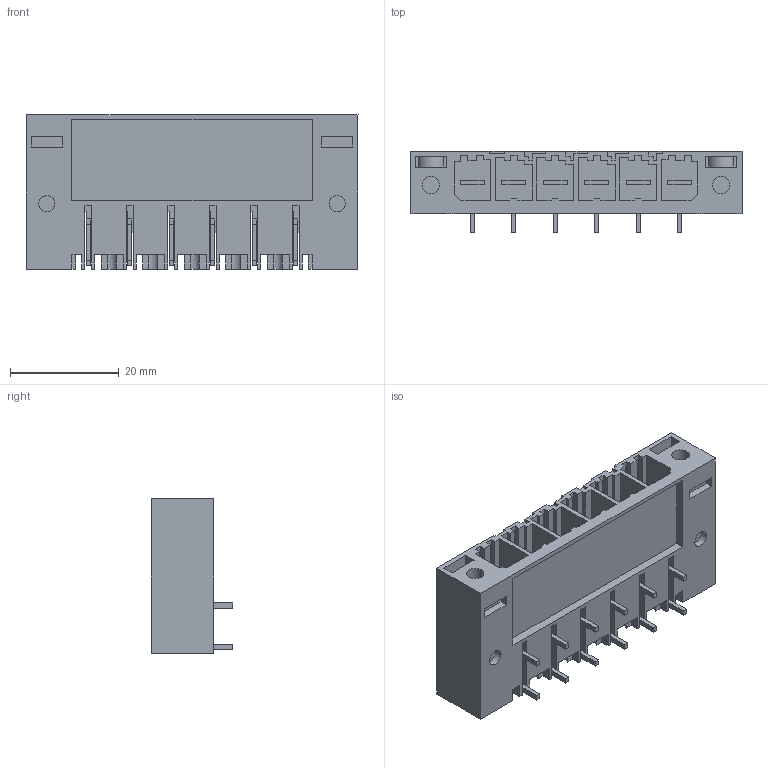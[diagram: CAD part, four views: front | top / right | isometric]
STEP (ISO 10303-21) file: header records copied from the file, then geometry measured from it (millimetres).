
FILE_DESCRIPTION(('CATIA V5 STEP Exchange','CAx-IF Rec.Pracs.--- Model Styling and Organization---1.2---2011-12-15'),'2;1');
FILE_NAME ('D1459380_0_1930420000_1930420000.stp','2017-04-28T06:50:34+00:00',('none'),('Weidmueller'),'CATIA Version 5-6 Release 2014','CATIA V5 STEP AP214','none');
FILE_SCHEMA(('AUTOMOTIVE_DESIGN { 1 0 10303 214 1 1 1 1 }'));
Length unit declared in the file: millimetre
Products named in the file (1): 1930420000
Bounding box: 60.96 x 14.9 x 28.3 mm (x, y, z)
Volume: 10289.2 mm3; surface area: 14436.9 mm2
Topology: 7 solids, 7 shells, 624 faces, 1808 edges, 1213 vertices
Faces by surface type: plane 572, cylinder 52
Entity records: 19865 total; most frequent: ORIENTED_EDGE 3616, CARTESIAN_POINT 3586, DIRECTION 2665, EDGE_CURVE 1808, VECTOR 1694, LINE 1694, VERTEX_POINT 1213, EDGE_LOOP 655
